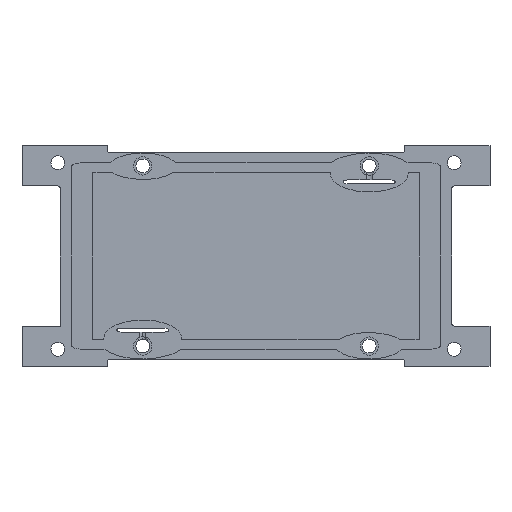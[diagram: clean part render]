
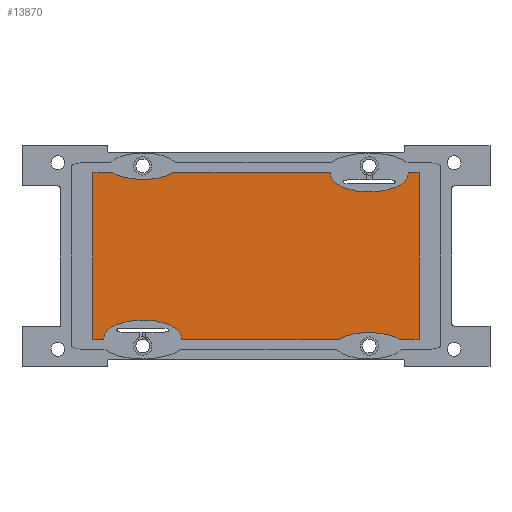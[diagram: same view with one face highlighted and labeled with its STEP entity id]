
A CAD part, front view. The second image highlights one B-rep face of the part: STEP entity #13870.
In plain terms, the highlighted face is planar.
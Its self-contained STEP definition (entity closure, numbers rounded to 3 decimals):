
#822=PLANE('',#14749);
#954=ELLIPSE('',#14731,17.279,8.131);
#955=ELLIPSE('',#14735,16.946,7.975);
#956=ELLIPSE('',#14741,17.279,8.131);
#957=ELLIPSE('',#14745,16.946,7.975);
#1780=FACE_OUTER_BOUND('',#2672,.T.);
#2672=EDGE_LOOP('',(#13038,#13039,#13040,#13041,#13042,#13043,#13044,#13045,
#13046,#13047,#13048,#13049,#13050,#13051,#13052,#13053));
#4373=LINE('',#22651,#6085);
#4376=LINE('',#22656,#6088);
#4379=LINE('',#22671,#6091);
#4384=LINE('',#22694,#6096);
#4386=LINE('',#22698,#6098);
#4388=LINE('',#22702,#6100);
#4391=LINE('',#22717,#6103);
#4396=LINE('',#22739,#6108);
#6085=VECTOR('',#18105,1000.);
#6088=VECTOR('',#18110,1000.);
#6091=VECTOR('',#18117,1000.);
#6096=VECTOR('',#18134,1000.);
#6098=VECTOR('',#18138,1000.);
#6100=VECTOR('',#18142,1000.);
#6103=VECTOR('',#18149,1000.);
#6108=VECTOR('',#18166,1000.);
#6156=CIRCLE('',#14734,3.762);
#6157=CIRCLE('',#14737,3.762);
#6158=CIRCLE('',#14744,3.762);
#6159=CIRCLE('',#14747,3.762);
#7403=VERTEX_POINT('',#22649);
#7404=VERTEX_POINT('',#22650);
#7405=VERTEX_POINT('',#22655);
#7406=VERTEX_POINT('',#22666);
#7407=VERTEX_POINT('',#22670);
#7408=VERTEX_POINT('',#22674);
#7409=VERTEX_POINT('',#22685);
#7410=VERTEX_POINT('',#22689);
#7411=VERTEX_POINT('',#22693);
#7412=VERTEX_POINT('',#22697);
#7413=VERTEX_POINT('',#22701);
#7414=VERTEX_POINT('',#22712);
#7415=VERTEX_POINT('',#22716);
#7416=VERTEX_POINT('',#22720);
#7417=VERTEX_POINT('',#22731);
#7418=VERTEX_POINT('',#22735);
#9273=EDGE_CURVE('',#7403,#7404,#4373,.T.);
#9276=EDGE_CURVE('',#7405,#7403,#4376,.T.);
#9278=EDGE_CURVE('',#7406,#7405,#954,.T.);
#9280=EDGE_CURVE('',#7407,#7406,#4379,.T.);
#9282=EDGE_CURVE('',#7408,#7407,#6156,.T.);
#9284=EDGE_CURVE('',#7409,#7408,#955,.T.);
#9286=EDGE_CURVE('',#7410,#7409,#6157,.T.);
#9288=EDGE_CURVE('',#7411,#7410,#4384,.T.);
#9290=EDGE_CURVE('',#7412,#7411,#4386,.T.);
#9292=EDGE_CURVE('',#7413,#7412,#4388,.T.);
#9294=EDGE_CURVE('',#7414,#7413,#956,.T.);
#9296=EDGE_CURVE('',#7415,#7414,#4391,.T.);
#9298=EDGE_CURVE('',#7416,#7415,#6158,.T.);
#9300=EDGE_CURVE('',#7417,#7416,#957,.T.);
#9302=EDGE_CURVE('',#7418,#7417,#6159,.T.);
#9304=EDGE_CURVE('',#7404,#7418,#4396,.T.);
#13038=ORIENTED_EDGE('',*,*,#9273,.T.);
#13039=ORIENTED_EDGE('',*,*,#9304,.T.);
#13040=ORIENTED_EDGE('',*,*,#9302,.T.);
#13041=ORIENTED_EDGE('',*,*,#9300,.T.);
#13042=ORIENTED_EDGE('',*,*,#9298,.T.);
#13043=ORIENTED_EDGE('',*,*,#9296,.T.);
#13044=ORIENTED_EDGE('',*,*,#9294,.T.);
#13045=ORIENTED_EDGE('',*,*,#9292,.T.);
#13046=ORIENTED_EDGE('',*,*,#9290,.T.);
#13047=ORIENTED_EDGE('',*,*,#9288,.T.);
#13048=ORIENTED_EDGE('',*,*,#9286,.T.);
#13049=ORIENTED_EDGE('',*,*,#9284,.T.);
#13050=ORIENTED_EDGE('',*,*,#9282,.T.);
#13051=ORIENTED_EDGE('',*,*,#9280,.T.);
#13052=ORIENTED_EDGE('',*,*,#9278,.T.);
#13053=ORIENTED_EDGE('',*,*,#9276,.T.);
#13870=ADVANCED_FACE('',(#1780),#822,.F.);
#14731=AXIS2_PLACEMENT_3D('',#22667,#18112,#18113);
#14734=AXIS2_PLACEMENT_3D('',#22675,#18121,#18122);
#14735=AXIS2_PLACEMENT_3D('',#22686,#18124,#18125);
#14737=AXIS2_PLACEMENT_3D('',#22690,#18129,#18130);
#14741=AXIS2_PLACEMENT_3D('',#22713,#18144,#18145);
#14744=AXIS2_PLACEMENT_3D('',#22721,#18153,#18154);
#14745=AXIS2_PLACEMENT_3D('',#22732,#18156,#18157);
#14747=AXIS2_PLACEMENT_3D('',#22736,#18161,#18162);
#14749=AXIS2_PLACEMENT_3D('',#22740,#18167,#18168);
#18105=DIRECTION('',(0.,-1.,0.));
#18110=DIRECTION('',(1.,0.,0.));
#18112=DIRECTION('center_axis',(0.,0.,1.));
#18113=DIRECTION('ref_axis',(1.,0.,0.));
#18117=DIRECTION('',(1.,0.,0.));
#18121=DIRECTION('center_axis',(0.,0.,1.));
#18122=DIRECTION('ref_axis',(-1.,0.,0.));
#18124=DIRECTION('center_axis',(0.,0.,1.));
#18125=DIRECTION('ref_axis',(1.,0.,0.));
#18129=DIRECTION('center_axis',(0.,0.,1.));
#18130=DIRECTION('ref_axis',(-1.,0.,0.));
#18134=DIRECTION('',(1.,0.,0.));
#18138=DIRECTION('',(0.,1.,0.));
#18142=DIRECTION('',(-1.,0.,0.));
#18144=DIRECTION('center_axis',(0.,0.,1.));
#18145=DIRECTION('ref_axis',(1.,0.,0.));
#18149=DIRECTION('',(-1.,0.,0.));
#18153=DIRECTION('center_axis',(0.,0.,1.));
#18154=DIRECTION('ref_axis',(-1.,0.,0.));
#18156=DIRECTION('center_axis',(0.,0.,1.));
#18157=DIRECTION('ref_axis',(1.,0.,0.));
#18161=DIRECTION('center_axis',(0.,0.,1.));
#18162=DIRECTION('ref_axis',(-1.,0.,0.));
#18166=DIRECTION('',(-1.,0.,0.));
#18167=DIRECTION('center_axis',(0.,0.,1.));
#18168=DIRECTION('ref_axis',(1.,0.,0.));
#22649=CARTESIAN_POINT('',(71.122,36.195,0.));
#22650=CARTESIAN_POINT('',(71.122,-36.195,0.));
#22651=CARTESIAN_POINT('',(71.122,2.85,0.));
#22655=CARTESIAN_POINT('',(62.458,36.195,0.));
#22656=CARTESIAN_POINT('',(62.458,36.195,0.));
#22666=CARTESIAN_POINT('',(36.231,36.195,0.));
#22667=CARTESIAN_POINT('Origin',(49.344,41.491,0.));
#22670=CARTESIAN_POINT('',(-32.398,36.195,0.));
#22671=CARTESIAN_POINT('',(-32.398,36.195,0.));
#22674=CARTESIAN_POINT('',(-32.385,35.879,0.));
#22675=CARTESIAN_POINT('Origin',(-36.146,35.879,0.));
#22685=CARTESIAN_POINT('',(-66.277,35.879,0.));
#22686=CARTESIAN_POINT('Origin',(-49.331,35.879,0.));
#22689=CARTESIAN_POINT('',(-66.264,36.195,0.));
#22690=CARTESIAN_POINT('Origin',(-62.515,35.879,0.));
#22693=CARTESIAN_POINT('',(-71.122,36.195,0.));
#22694=CARTESIAN_POINT('',(-71.122,36.195,0.));
#22697=CARTESIAN_POINT('',(-71.122,-36.195,0.));
#22698=CARTESIAN_POINT('',(-71.122,2.85,0.));
#22701=CARTESIAN_POINT('',(-62.458,-36.195,0.));
#22702=CARTESIAN_POINT('',(-62.458,-36.195,0.));
#22712=CARTESIAN_POINT('',(-36.231,-36.195,0.));
#22713=CARTESIAN_POINT('Origin',(-49.344,-41.491,0.));
#22716=CARTESIAN_POINT('',(32.398,-36.195,0.));
#22717=CARTESIAN_POINT('',(32.398,-36.195,0.));
#22720=CARTESIAN_POINT('',(32.385,-35.879,0.));
#22721=CARTESIAN_POINT('Origin',(36.146,-35.879,0.));
#22731=CARTESIAN_POINT('',(66.277,-35.879,0.));
#22732=CARTESIAN_POINT('Origin',(49.331,-35.879,0.));
#22735=CARTESIAN_POINT('',(66.264,-36.195,0.));
#22736=CARTESIAN_POINT('Origin',(62.515,-35.879,0.));
#22739=CARTESIAN_POINT('',(71.122,-36.195,0.));
#22740=CARTESIAN_POINT('Origin',(0.,0.,0.));
